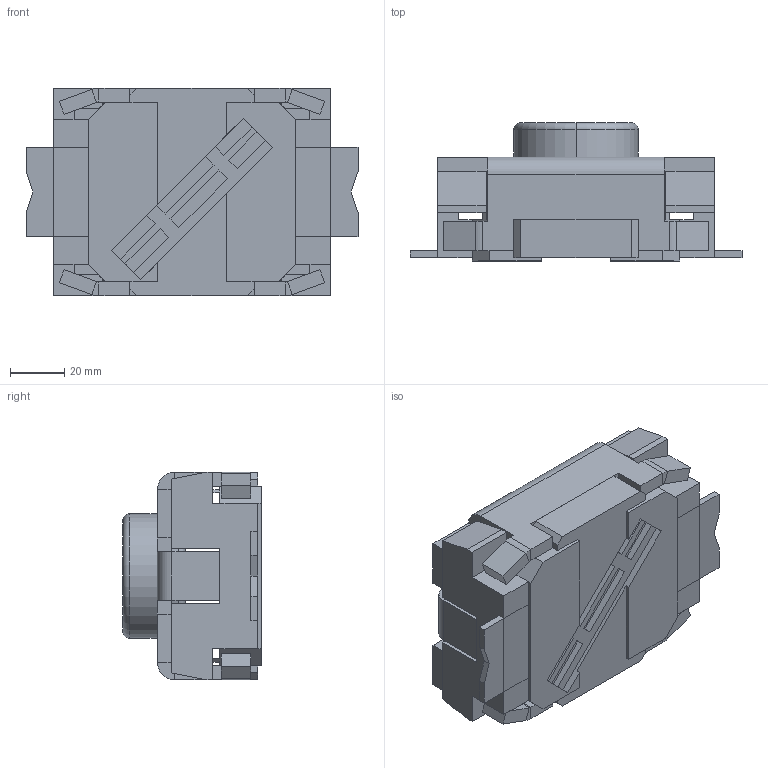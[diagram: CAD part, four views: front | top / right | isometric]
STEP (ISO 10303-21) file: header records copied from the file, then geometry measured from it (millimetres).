
FILE_DESCRIPTION((''),'2;1');
FILE_NAME('ASMTSMF032010W_ASM','2016-07-15T',('clc'),(''),'CREO PARAMETRIC BY PTC INC, 2014190','CREO PARAMETRIC BY PTC INC, 2014190','');
FILE_SCHEMA(('CONFIG_CONTROL_DESIGN'));
Length unit declared in the file: inch
Products named in the file (5): 30TSMF032010W; 42TSMF032010; 10TSMF032010; 32TSMF032010; ASMTSMF032010W_ASM
Assembly tree (4 placements, depth 2):
  ASMTSMF032010W_ASM
    30TSMF032010W
    42TSMF032010
    10TSMF032010
    32TSMF032010
Bounding box: 121.92 x 50.8 x 76.2 mm (x, y, z)
Volume: 200936.9 mm3; surface area: 74177.3 mm2
Topology: 4 solids, 4 shells, 266 faces, 696 edges, 434 vertices
Faces by surface type: plane 230, cylinder 26, bspline 4, torus 4, cone 2
Entity records: 8189 total; most frequent: CARTESIAN_POINT 1497, ORIENTED_EDGE 1392, DIRECTION 1308, EDGE_CURVE 696, VECTOR 626, LINE 626, VERTEX_POINT 434, AXIS2_PLACEMENT_3D 341
